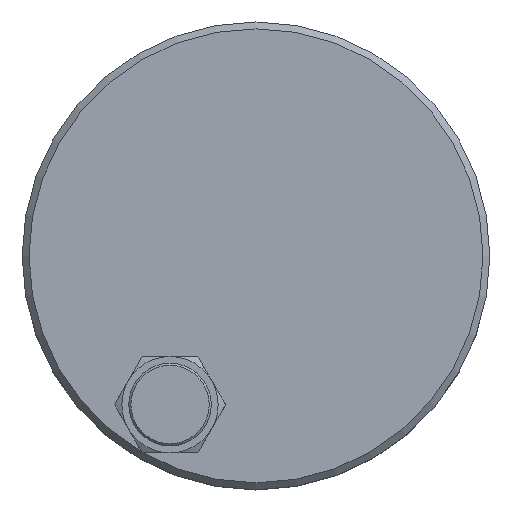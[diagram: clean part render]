
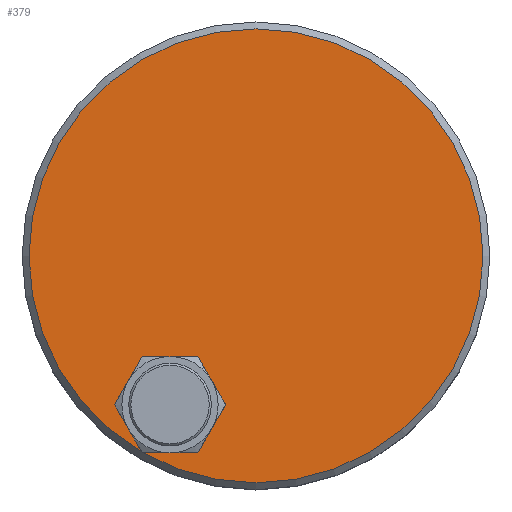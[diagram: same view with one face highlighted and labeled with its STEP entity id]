
A CAD part, top view. The second image highlights one B-rep face of the part: STEP entity #379.
In plain terms, the highlighted planar face has unit normal (0, 0, 1).
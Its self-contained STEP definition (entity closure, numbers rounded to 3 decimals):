
#379=ADVANCED_FACE('',(#503,#504),#456,.T.);
#456=PLANE('',#1342);
#503=FACE_BOUND('',#521,.T.);
#504=FACE_BOUND('',#522,.T.);
#521=EDGE_LOOP('',(#607));
#522=EDGE_LOOP('',(#608));
#607=ORIENTED_EDGE('',*,*,#1123,.F.);
#608=ORIENTED_EDGE('',*,*,#1124,.T.);
#995=VERTEX_POINT('',#1863);
#996=VERTEX_POINT('',#1865);
#1123=EDGE_CURVE('',#995,#995,#1317,.T.);
#1124=EDGE_CURVE('',#996,#996,#1318,.T.);
#1317=CIRCLE('',#1340,7.);
#1318=CIRCLE('',#1341,33.);
#1340=AXIS2_PLACEMENT_3D('',#1862,#1490,#1491);
#1341=AXIS2_PLACEMENT_3D('',#1864,#1492,#1493);
#1342=AXIS2_PLACEMENT_3D('',#1866,#1494,#1495);
#1490=DIRECTION('',(0.,0.,1.));
#1491=DIRECTION('',(1.,0.,0.));
#1492=DIRECTION('',(0.,0.,1.));
#1493=DIRECTION('',(1.,0.,0.));
#1494=DIRECTION('',(0.,0.,1.));
#1495=DIRECTION('',(1.,0.,0.));
#1862=CARTESIAN_POINT('',(-12.5,-21.651,25.));
#1863=CARTESIAN_POINT('',(-5.5,-21.651,25.));
#1864=CARTESIAN_POINT('',(0.,0.,25.));
#1865=CARTESIAN_POINT('',(33.,0.,25.));
#1866=CARTESIAN_POINT('',(0.,0.,25.));
